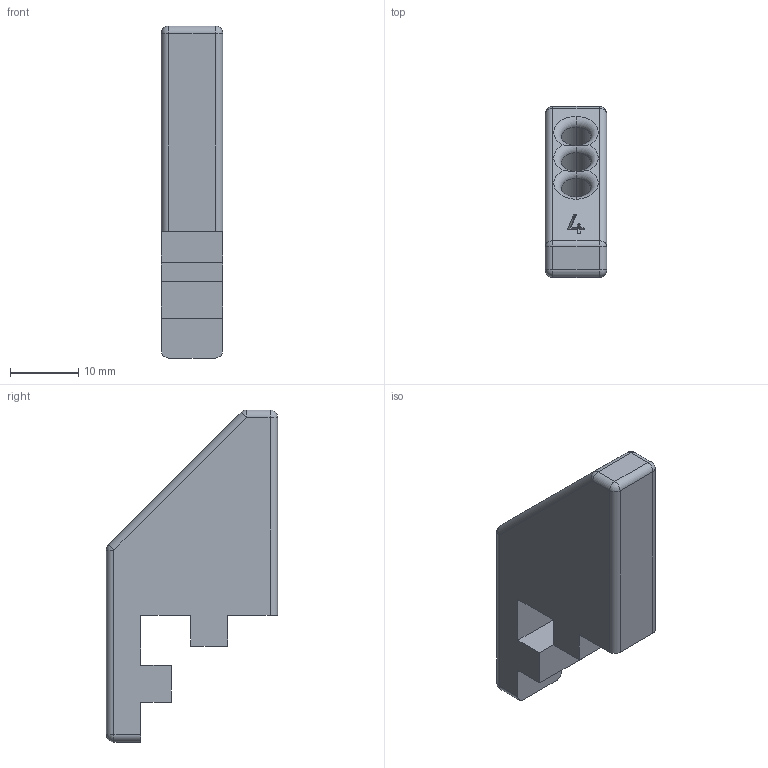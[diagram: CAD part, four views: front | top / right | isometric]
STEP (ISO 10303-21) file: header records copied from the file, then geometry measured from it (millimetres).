
FILE_DESCRIPTION (( 'STEP AP203' ), '1' );
FILE_NAME ('ô4.STEP', '2025-11-08T12:38:31', ( '' ), ( '' ), 'SwSTEP 2.0', 'SolidWorks 2025', '' );
FILE_SCHEMA (( 'CONFIG_CONTROL_DESIGN' ));
Length unit declared in the file: millimetre
Products named in the file (1): ф4
Bounding box: 9 x 25 x 48.5 mm (x, y, z)
Volume: 5715.7 mm3; surface area: 3060.5 mm2
Topology: 1 solids, 1 shells, 76 faces, 192 edges, 112 vertices
Faces by surface type: plane 31, cylinder 20, bspline 11, sphere 8, torus 6
Entity records: 2589 total; most frequent: CARTESIAN_POINT 786, ORIENTED_EDGE 368, DIRECTION 342, EDGE_CURVE 184, AXIS2_PLACEMENT_3D 118, VERTEX_POINT 112, VECTOR 106, LINE 106
